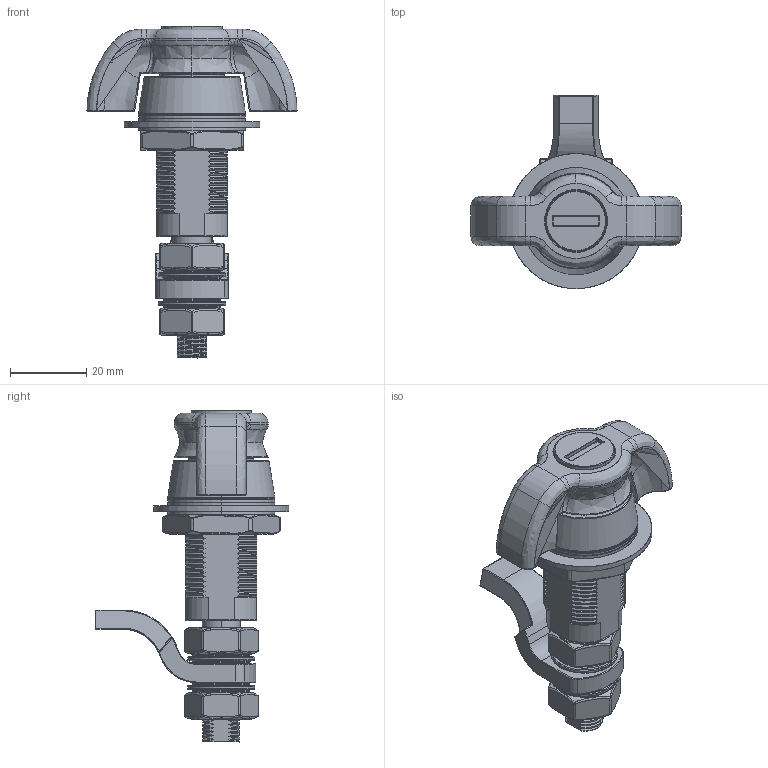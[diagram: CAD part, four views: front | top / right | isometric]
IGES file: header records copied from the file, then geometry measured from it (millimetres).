
Start section: SolidWorks IGES file using analytic representation for surfaces
Global section: file name: MS-816-1-KN.IGS,15HSolidWorks; native system: 2010; preprocessor: SolidWorks 2010; author: Deathkiller; date: 150224.164750; units: millimetre
Bounding box: 55 x 50.7 x 86.9 mm (x, y, z)
Surface area: 22126 mm2 (no closed solid volume)
Topology: 0 solids, 0 shells, 1179 faces, 10977 edges, 10961 vertices
Faces by surface type: bspline 818, revolution 361
